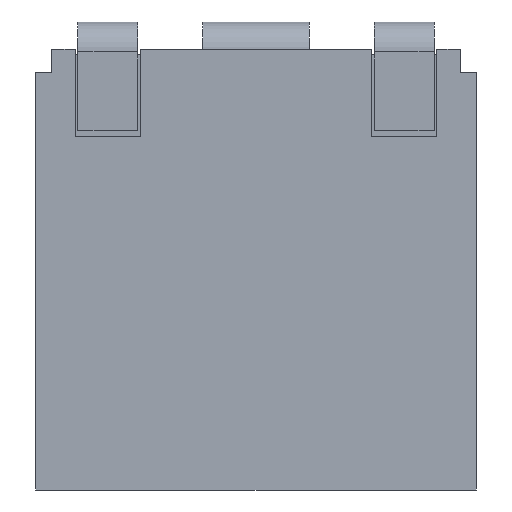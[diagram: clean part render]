
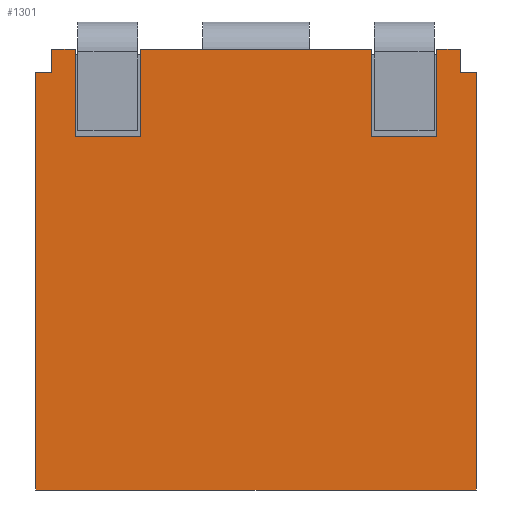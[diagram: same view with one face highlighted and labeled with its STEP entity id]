
A CAD part, front view. The second image highlights one B-rep face of the part: STEP entity #1301.
In plain terms, the highlighted planar face has unit normal (0, -1, 0).
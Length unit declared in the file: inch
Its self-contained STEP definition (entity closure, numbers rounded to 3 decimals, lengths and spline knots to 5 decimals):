
#2=DIRECTION('',(-1.,0.,0.));
#3=VECTOR('',#2,0.006);
#4=CARTESIAN_POINT('',(0.081,0.,0.0725));
#5=LINE('',#4,#3);
#6=DIRECTION('',(0.,0.,-1.));
#7=VECTOR('',#6,0.1535);
#8=CARTESIAN_POINT('',(0.081,0.,0.0725));
#9=LINE('',#8,#7);
#10=DIRECTION('',(-1.,0.,0.));
#11=VECTOR('',#10,0.162);
#12=CARTESIAN_POINT('',(0.081,0.,-0.081));
#13=LINE('',#12,#11);
#14=DIRECTION('',(0.,0.,1.));
#15=VECTOR('',#14,0.1535);
#16=CARTESIAN_POINT('',(-0.081,0.,-0.081));
#17=LINE('',#16,#15);
#18=DIRECTION('',(1.,0.,0.));
#19=VECTOR('',#18,0.006);
#20=CARTESIAN_POINT('',(-0.081,0.,0.0725));
#21=LINE('',#20,#19);
#22=DIRECTION('',(0.,0.,-1.));
#23=VECTOR('',#22,0.0085);
#24=CARTESIAN_POINT('',(-0.075,0.,0.081));
#25=LINE('',#24,#23);
#26=DIRECTION('',(1.,0.,0.));
#27=VECTOR('',#26,0.0085);
#28=CARTESIAN_POINT('',(-0.075,0.,0.081));
#29=LINE('',#28,#27);
#30=DIRECTION('',(0.,0.,-1.));
#31=VECTOR('',#30,0.032);
#32=CARTESIAN_POINT('',(-0.0665,0.,0.081));
#33=LINE('',#32,#31);
#34=DIRECTION('',(1.,0.,0.));
#35=VECTOR('',#34,0.024);
#36=CARTESIAN_POINT('',(-0.0665,0.,0.049));
#37=LINE('',#36,#35);
#38=DIRECTION('',(0.,0.,-1.));
#39=VECTOR('',#38,0.032);
#40=CARTESIAN_POINT('',(-0.0425,0.,0.081));
#41=LINE('',#40,#39);
#42=DIRECTION('',(1.,0.,0.));
#43=VECTOR('',#42,0.085);
#44=CARTESIAN_POINT('',(-0.0425,0.,0.081));
#45=LINE('',#44,#43);
#46=DIRECTION('',(0.,0.,-1.));
#47=VECTOR('',#46,0.032);
#48=CARTESIAN_POINT('',(0.0425,0.,0.081));
#49=LINE('',#48,#47);
#50=DIRECTION('',(1.,0.,0.));
#51=VECTOR('',#50,0.024);
#52=CARTESIAN_POINT('',(0.0425,0.,0.049));
#53=LINE('',#52,#51);
#54=DIRECTION('',(0.,0.,-1.));
#55=VECTOR('',#54,0.032);
#56=CARTESIAN_POINT('',(0.0665,0.,0.081));
#57=LINE('',#56,#55);
#58=DIRECTION('',(1.,0.,0.));
#59=VECTOR('',#58,0.0085);
#60=CARTESIAN_POINT('',(0.0665,0.,0.081));
#61=LINE('',#60,#59);
#62=DIRECTION('',(0.,0.,-1.));
#63=VECTOR('',#62,0.0085);
#64=CARTESIAN_POINT('',(0.075,0.,0.081));
#65=LINE('',#64,#63);
#958=CARTESIAN_POINT('',(0.081,0.,-0.081));
#959=CARTESIAN_POINT('',(-0.081,0.,-0.081));
#960=VERTEX_POINT('',#958);
#961=VERTEX_POINT('',#959);
#966=CARTESIAN_POINT('',(-0.0665,0.,0.049));
#967=CARTESIAN_POINT('',(-0.0425,0.,0.049));
#968=VERTEX_POINT('',#966);
#969=VERTEX_POINT('',#967);
#970=CARTESIAN_POINT('',(0.0425,0.,0.049));
#971=CARTESIAN_POINT('',(0.0665,0.,0.049));
#972=VERTEX_POINT('',#970);
#973=VERTEX_POINT('',#971);
#974=CARTESIAN_POINT('',(0.0665,0.,0.081));
#975=VERTEX_POINT('',#974);
#976=CARTESIAN_POINT('',(0.0425,0.,0.081));
#977=VERTEX_POINT('',#976);
#978=CARTESIAN_POINT('',(-0.0425,0.,0.081));
#979=VERTEX_POINT('',#978);
#980=CARTESIAN_POINT('',(-0.0665,0.,0.081));
#981=VERTEX_POINT('',#980);
#1222=CARTESIAN_POINT('',(0.081,0.,0.0725));
#1223=CARTESIAN_POINT('',(0.075,0.,0.0725));
#1224=VERTEX_POINT('',#1222);
#1225=VERTEX_POINT('',#1223);
#1226=CARTESIAN_POINT('',(0.075,0.,0.081));
#1227=VERTEX_POINT('',#1226);
#1228=CARTESIAN_POINT('',(-0.075,0.,0.081));
#1229=CARTESIAN_POINT('',(-0.075,0.,0.0725));
#1230=VERTEX_POINT('',#1228);
#1231=VERTEX_POINT('',#1229);
#1232=CARTESIAN_POINT('',(-0.081,0.,0.0725));
#1233=VERTEX_POINT('',#1232);
#1262=CARTESIAN_POINT('',(0.,0.,0.));
#1263=DIRECTION('',(0.,1.,0.));
#1264=DIRECTION('',(1.,0.,0.));
#1265=AXIS2_PLACEMENT_3D('',#1262,#1263,#1264);
#1266=PLANE('',#1265);
#1268=ORIENTED_EDGE('',*,*,#1267,.F.);
#1270=ORIENTED_EDGE('',*,*,#1269,.T.);
#1272=ORIENTED_EDGE('',*,*,#1271,.T.);
#1274=ORIENTED_EDGE('',*,*,#1273,.T.);
#1276=ORIENTED_EDGE('',*,*,#1275,.T.);
#1278=ORIENTED_EDGE('',*,*,#1277,.F.);
#1280=ORIENTED_EDGE('',*,*,#1279,.T.);
#1282=ORIENTED_EDGE('',*,*,#1281,.T.);
#1284=ORIENTED_EDGE('',*,*,#1283,.T.);
#1286=ORIENTED_EDGE('',*,*,#1285,.F.);
#1288=ORIENTED_EDGE('',*,*,#1287,.T.);
#1290=ORIENTED_EDGE('',*,*,#1289,.T.);
#1292=ORIENTED_EDGE('',*,*,#1291,.T.);
#1294=ORIENTED_EDGE('',*,*,#1293,.F.);
#1296=ORIENTED_EDGE('',*,*,#1295,.T.);
#1298=ORIENTED_EDGE('',*,*,#1297,.T.);
#1299=EDGE_LOOP('',(#1268,#1270,#1272,#1274,#1276,#1278,#1280,#1282,#1284,#1286,
#1288,#1290,#1292,#1294,#1296,#1298));
#1300=FACE_OUTER_BOUND('',#1299,.F.);
#1301=ADVANCED_FACE('',(#1300),#1266,.F.);
#1267=EDGE_CURVE('',#1224,#1225,#5,.T.);
#1269=EDGE_CURVE('',#1224,#960,#9,.T.);
#1271=EDGE_CURVE('',#960,#961,#13,.T.);
#1273=EDGE_CURVE('',#961,#1233,#17,.T.);
#1275=EDGE_CURVE('',#1233,#1231,#21,.T.);
#1277=EDGE_CURVE('',#1230,#1231,#25,.T.);
#1279=EDGE_CURVE('',#1230,#981,#29,.T.);
#1281=EDGE_CURVE('',#981,#968,#33,.T.);
#1283=EDGE_CURVE('',#968,#969,#37,.T.);
#1285=EDGE_CURVE('',#979,#969,#41,.T.);
#1287=EDGE_CURVE('',#979,#977,#45,.T.);
#1289=EDGE_CURVE('',#977,#972,#49,.T.);
#1291=EDGE_CURVE('',#972,#973,#53,.T.);
#1293=EDGE_CURVE('',#975,#973,#57,.T.);
#1295=EDGE_CURVE('',#975,#1227,#61,.T.);
#1297=EDGE_CURVE('',#1227,#1225,#65,.T.);
